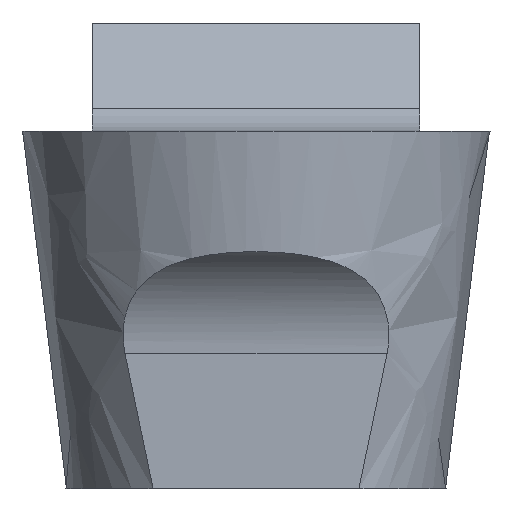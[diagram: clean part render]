
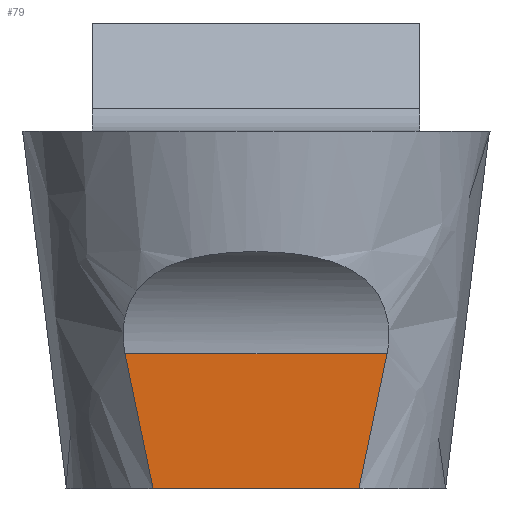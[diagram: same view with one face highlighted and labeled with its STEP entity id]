
A CAD part, front view. The second image highlights one B-rep face of the part: STEP entity #79.
In plain terms, the highlighted planar face has unit normal (0, -1, 0).
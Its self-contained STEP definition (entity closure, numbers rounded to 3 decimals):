
#79=ADVANCED_FACE('',(#125),#99,.T.);
#99=PLANE('',#612);
#125=FACE_OUTER_BOUND('',#153,.T.);
#153=EDGE_LOOP('',(#397,#398,#399,#400));
#163=LINE('',#780,#211);
#203=LINE('',#1218,#251);
#211=VECTOR('',#628,1.);
#251=VECTOR('',#712,1.);
#397=ORIENTED_EDGE('',*,*,#487,.T.);
#398=ORIENTED_EDGE('',*,*,#537,.T.);
#399=ORIENTED_EDGE('',*,*,#491,.T.);
#400=ORIENTED_EDGE('',*,*,#472,.F.);
#420=VERTEX_POINT('',#779);
#421=VERTEX_POINT('',#781);
#433=VERTEX_POINT('',#922);
#436=VERTEX_POINT('',#944);
#472=EDGE_CURVE('',#420,#421,#163,.T.);
#487=EDGE_CURVE('',#420,#433,#559,.T.);
#491=EDGE_CURVE('',#436,#421,#561,.T.);
#537=EDGE_CURVE('',#433,#436,#203,.T.);
#559=B_SPLINE_CURVE_WITH_KNOTS('',3,(#918,#919,#920,#921),.UNSPECIFIED.,
 .F.,.F.,(4,4),(0.,1.),.UNSPECIFIED.);
#561=B_SPLINE_CURVE_WITH_KNOTS('',3,(#940,#941,#942,#943),.UNSPECIFIED.,
 .F.,.F.,(4,4),(0.,1.),.UNSPECIFIED.);
#612=AXIS2_PLACEMENT_3D('',#1219,#713,#714);
#628=DIRECTION('',(-1.,0.,0.));
#712=DIRECTION('',(-1.,0.,0.));
#713=DIRECTION('',(0.,-1.,0.));
#714=DIRECTION('',(0.,0.,-1.));
#779=CARTESIAN_POINT('',(1.318,0.55,-4.584));
#780=CARTESIAN_POINT('',(-2.1,0.55,-4.584));
#781=CARTESIAN_POINT('',(-1.318,0.55,-4.584));
#918=CARTESIAN_POINT('',(1.318,0.55,-4.584));
#919=CARTESIAN_POINT('',(1.449,0.55,-4.008));
#920=CARTESIAN_POINT('',(1.567,0.55,-3.43));
#921=CARTESIAN_POINT('',(1.679,0.55,-2.85));
#922=CARTESIAN_POINT('',(1.679,0.55,-2.85));
#940=CARTESIAN_POINT('',(-1.679,0.55,-2.85));
#941=CARTESIAN_POINT('',(-1.567,0.55,-3.43));
#942=CARTESIAN_POINT('',(-1.449,0.55,-4.008));
#943=CARTESIAN_POINT('',(-1.318,0.55,-4.584));
#944=CARTESIAN_POINT('',(-1.679,0.55,-2.85));
#1218=CARTESIAN_POINT('',(10.,0.55,-2.85));
#1219=CARTESIAN_POINT('',(10.,0.55,-12.85));
